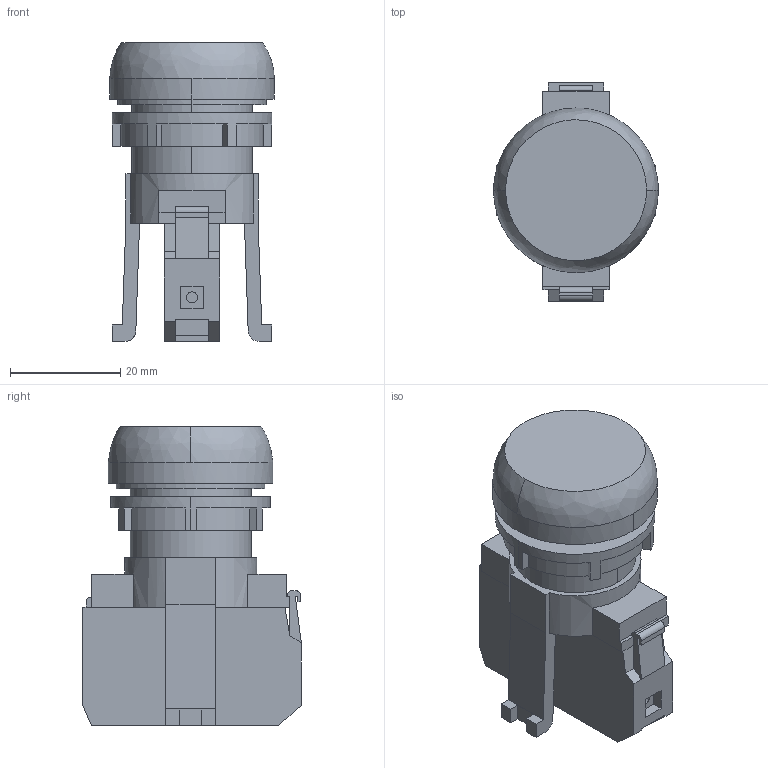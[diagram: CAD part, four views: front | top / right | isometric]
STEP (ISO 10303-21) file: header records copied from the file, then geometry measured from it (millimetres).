
FILE_DESCRIPTION(/* description */ (''),/* implementation_level */ '2;1');
FILE_NAME(/* name */ 'VOYANT_SOUS_TENSION_023770',/* time_stamp */ '2023-04-18T15:36:46+02:00',/* author */ (''),/* organization */ (''),/* preprocessor_version */ 'ST-DEVELOPER v16.5',/* originating_system */ '',/* authorisation */ '');
FILE_SCHEMA (('CONFIG_CONTROL_DESIGN'));
Length unit declared in the file: millimetre
Products named in the file (1): Document
Bounding box: 29.9 x 39.7 x 54.3 mm (x, y, z)
Volume: 27592.3 mm3; surface area: 9572.8 mm2
Topology: 2 solids, 2 shells, 149 faces, 403 edges, 265 vertices
Faces by surface type: bspline 149
Entity records: 9315 total; most frequent: CARTESIAN_POINT 4087, B_SPLINE_CURVE_WITH_KNOTS 1057, ORIENTED_EDGE 806, PCURVE 806, DEFINITIONAL_REPRESENTATION 806, SURFACE_CURVE 403, EDGE_CURVE 403, VERTEX_POINT 265
